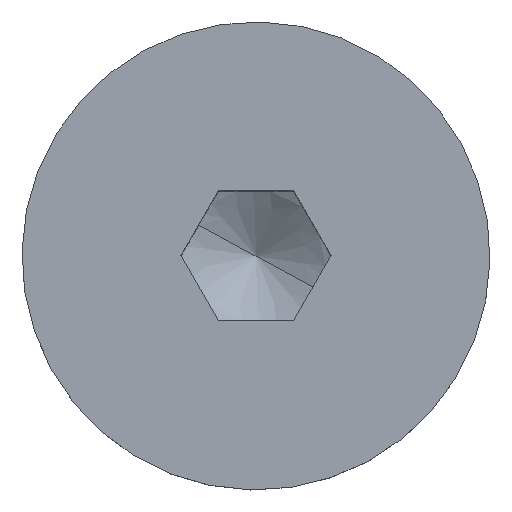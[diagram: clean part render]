
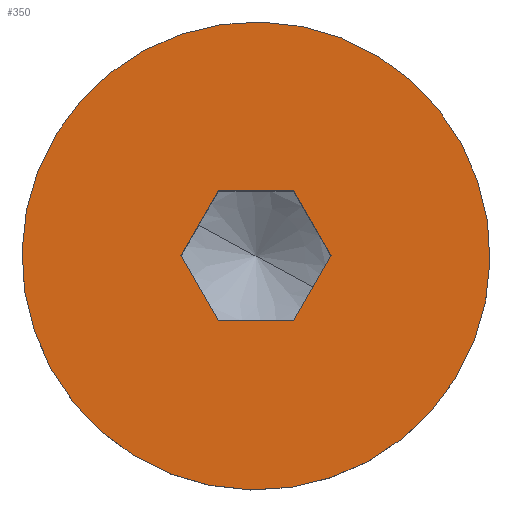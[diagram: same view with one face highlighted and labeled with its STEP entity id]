
A CAD part, top view. The second image highlights one B-rep face of the part: STEP entity #350.
In plain terms, the highlighted planar face has unit normal (0, 0, 1).
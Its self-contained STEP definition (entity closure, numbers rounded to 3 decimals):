
#322=AXIS2_PLACEMENT_3D('Plane Axis2P3D',#319,#320,#321) ;
#326=AXIS2_PLACEMENT_3D('Circle Axis2P3D',#324,#325,$) ;
#335=AXIS2_PLACEMENT_3D('Circle Axis2P3D',#333,#334,$) ;
#41=CARTESIAN_POINT('Vertex',(5.222,5.75,9.)) ;
#46=CARTESIAN_POINT('Line Origine',(4.5,5.75,9.)) ;
#50=CARTESIAN_POINT('Vertex',(3.778,5.75,9.)) ;
#90=CARTESIAN_POINT('Vertex',(5.943,4.5,9.)) ;
#95=CARTESIAN_POINT('Line Origine',(5.583,5.125,9.)) ;
#126=CARTESIAN_POINT('Line Origine',(3.417,5.125,9.)) ;
#130=CARTESIAN_POINT('Vertex',(3.057,4.5,9.)) ;
#216=CARTESIAN_POINT('Vertex',(5.222,3.25,9.)) ;
#221=CARTESIAN_POINT('Line Origine',(5.583,3.875,9.)) ;
#250=CARTESIAN_POINT('Line Origine',(3.417,3.875,9.)) ;
#254=CARTESIAN_POINT('Vertex',(3.778,3.25,9.)) ;
#307=CARTESIAN_POINT('Line Origine',(4.5,3.25,9.)) ;
#319=CARTESIAN_POINT('Axis2P3D Location',(0.,4.5,9.)) ;
#324=CARTESIAN_POINT('Axis2P3D Location',(4.5,4.5,9.)) ;
#328=CARTESIAN_POINT('Vertex',(0.551,2.343,9.)) ;
#330=CARTESIAN_POINT('Vertex',(8.449,6.657,9.)) ;
#333=CARTESIAN_POINT('Axis2P3D Location',(4.5,4.5,9.)) ;
#47=DIRECTION('Vector Direction',(-1.,0.,0.)) ;
#96=DIRECTION('Vector Direction',(-0.5,0.866,0.)) ;
#127=DIRECTION('Vector Direction',(-0.5,-0.866,0.)) ;
#222=DIRECTION('Vector Direction',(0.5,0.866,0.)) ;
#251=DIRECTION('Vector Direction',(0.5,-0.866,0.)) ;
#308=DIRECTION('Vector Direction',(1.,0.,0.)) ;
#320=DIRECTION('Axis2P3D Direction',(0.,0.,1.)) ;
#321=DIRECTION('Axis2P3D XDirection',(1.,0.,0.)) ;
#325=DIRECTION('Axis2P3D Direction',(0.,0.,1.)) ;
#334=DIRECTION('Axis2P3D Direction',(0.,0.,1.)) ;
#48=VECTOR('Line Direction',#47,1.) ;
#97=VECTOR('Line Direction',#96,1.) ;
#128=VECTOR('Line Direction',#127,1.) ;
#223=VECTOR('Line Direction',#222,1.) ;
#252=VECTOR('Line Direction',#251,1.) ;
#309=VECTOR('Line Direction',#308,1.) ;
#339=ORIENTED_EDGE('',*,*,#332,.T.) ;
#340=ORIENTED_EDGE('',*,*,#337,.T.) ;
#343=ORIENTED_EDGE('',*,*,#99,.F.) ;
#344=ORIENTED_EDGE('',*,*,#225,.F.) ;
#345=ORIENTED_EDGE('',*,*,#311,.F.) ;
#346=ORIENTED_EDGE('',*,*,#256,.F.) ;
#347=ORIENTED_EDGE('',*,*,#132,.F.) ;
#348=ORIENTED_EDGE('',*,*,#52,.F.) ;
#349=FACE_BOUND('',#342,.T.) ;
#350=ADVANCED_FACE('Hauptk\X2\00F6\X0\rper',(#341,#349),#323,.T.) ;
#327=CIRCLE('generated circle',#326,4.5) ;
#336=CIRCLE('generated circle',#335,4.5) ;
#52=EDGE_CURVE('',#42,#51,#49,.T.) ;
#99=EDGE_CURVE('',#91,#42,#98,.T.) ;
#132=EDGE_CURVE('',#51,#131,#129,.T.) ;
#225=EDGE_CURVE('',#217,#91,#224,.T.) ;
#256=EDGE_CURVE('',#131,#255,#253,.T.) ;
#311=EDGE_CURVE('',#255,#217,#310,.T.) ;
#332=EDGE_CURVE('',#329,#331,#327,.T.) ;
#337=EDGE_CURVE('',#331,#329,#336,.T.) ;
#338=EDGE_LOOP('',(#339,#340)) ;
#342=EDGE_LOOP('',(#343,#344,#345,#346,#347,#348)) ;
#341=FACE_OUTER_BOUND('',#338,.T.) ;
#49=LINE('Line',#46,#48) ;
#98=LINE('Line',#95,#97) ;
#129=LINE('Line',#126,#128) ;
#224=LINE('Line',#221,#223) ;
#253=LINE('Line',#250,#252) ;
#310=LINE('Line',#307,#309) ;
#323=PLANE('',#322) ;
#42=VERTEX_POINT('',#41) ;
#51=VERTEX_POINT('',#50) ;
#91=VERTEX_POINT('',#90) ;
#131=VERTEX_POINT('',#130) ;
#217=VERTEX_POINT('',#216) ;
#255=VERTEX_POINT('',#254) ;
#329=VERTEX_POINT('',#328) ;
#331=VERTEX_POINT('',#330) ;
